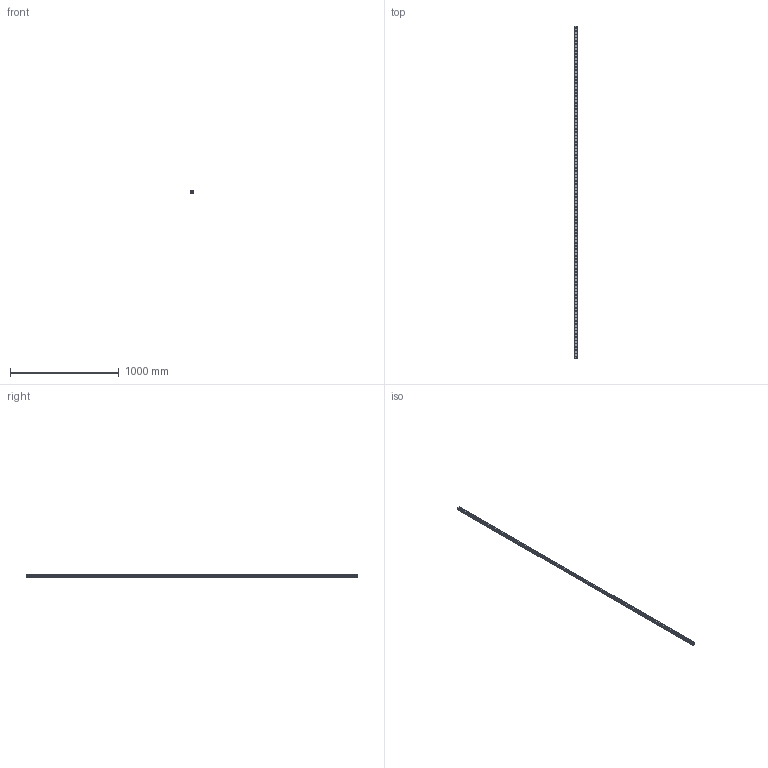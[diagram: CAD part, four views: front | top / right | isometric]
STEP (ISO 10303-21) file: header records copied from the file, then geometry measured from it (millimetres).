
FILE_DESCRIPTION(('STEP AP214'),'1');
FILE_NAME('cctmp_213D46B1-ACE0-45CC-84F1-D1750708885B_2021_03_11_08_38_13_0556..stp','2021-03-11T07:38:14',('HIWIN GmbH'),('CADClick - www.CADClick.com'),'Spatial InterOp 3D',' ','unknown authorization');
FILE_SCHEMA(('AUTOMOTIVE_DESIGN'));
Length unit declared in the file: millimetre
Products named in the file (1): RGR25R3060H_FILE
Bounding box: 23 x 3060 x 23.6 mm (x, y, z)
Volume: 1227115.5 mm3; surface area: 379702.1 mm2
Topology: 1 solids, 1 shells, 1035 faces, 2169 edges, 1446 vertices
Faces by surface type: cylinder 630, plane 405
Entity records: 36547 total; most frequent: DIRECTION 5501, CARTESIAN_POINT 4651, ORIENTED_EDGE 4338, AXIS2_PLACEMENT_3D 2296, EDGE_CURVE 2169, VERTEX_POINT 1446, EDGE_LOOP 1345, CIRCLE 1260
